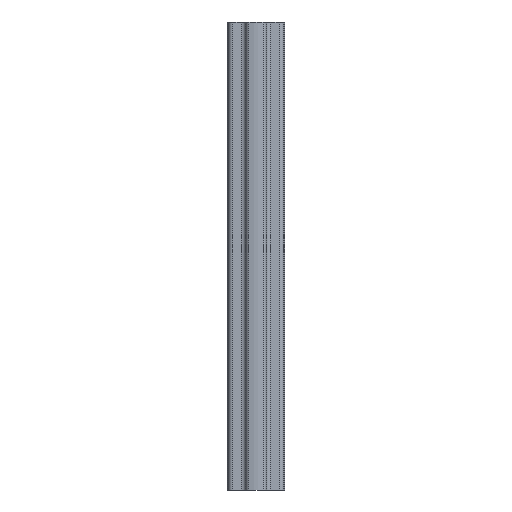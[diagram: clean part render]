
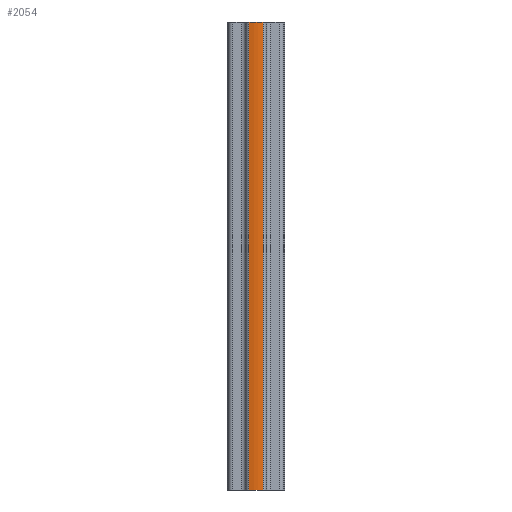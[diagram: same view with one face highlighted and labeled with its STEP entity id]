
A CAD part, front view. The second image highlights one B-rep face of the part: STEP entity #2054.
In plain terms, the highlighted cylindrical face has radius 3.65 mm (diameter 7.3 mm), a partial arc.
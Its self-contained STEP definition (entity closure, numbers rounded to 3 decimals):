
#45 = PLANE('',#46);
#46 = AXIS2_PLACEMENT_3D('',#47,#48,#49);
#47 = CARTESIAN_POINT('',(0.,10.845,0.));
#48 = DIRECTION('',(0.,0.,1.));
#49 = DIRECTION('',(1.,0.,0.));
#114 = PLANE('',#115);
#115 = AXIS2_PLACEMENT_3D('',#116,#117,#118);
#116 = CARTESIAN_POINT('',(0.,10.845,55.));
#117 = DIRECTION('',(0.,0.,1.));
#118 = DIRECTION('',(1.,0.,0.));
#480 = VERTEX_POINT('',#481);
#481 = CARTESIAN_POINT('',(-0.823,8.993,0.));
#500 = CYLINDRICAL_SURFACE('',#501,0.5);
#501 = AXIS2_PLACEMENT_3D('',#502,#503,#504);
#502 = CARTESIAN_POINT('',(-0.71,9.481,55.));
#503 = DIRECTION('',(-0.,-0.,-1.));
#504 = DIRECTION('',(-0.225,-0.974,0.));
#512 = EDGE_CURVE('',#480,#513,#515,.T.);
#513 = VERTEX_POINT('',#514);
#514 = CARTESIAN_POINT('',(0.823,8.993,0.));
#515 = SURFACE_CURVE('',#516,(#521,#528),.PCURVE_S1.);
#516 = CIRCLE('',#517,3.65);
#517 = AXIS2_PLACEMENT_3D('',#518,#519,#520);
#518 = CARTESIAN_POINT('',(0.,12.549,0.));
#519 = DIRECTION('',(0.,0.,1.));
#520 = DIRECTION('',(1.,0.,0.));
#521 = PCURVE('',#45,#522);
#522 = DEFINITIONAL_REPRESENTATION('',(#523),#527);
#523 = CIRCLE('',#524,3.65);
#524 = AXIS2_PLACEMENT_2D('',#525,#526);
#525 = CARTESIAN_POINT('',(0.,1.704));
#526 = DIRECTION('',(1.,0.));
#527 = ( GEOMETRIC_REPRESENTATION_CONTEXT(2) 
PARAMETRIC_REPRESENTATION_CONTEXT() REPRESENTATION_CONTEXT('2D SPACE',''
  ) );
#528 = PCURVE('',#529,#534);
#529 = CYLINDRICAL_SURFACE('',#530,3.65);
#530 = AXIS2_PLACEMENT_3D('',#531,#532,#533);
#531 = CARTESIAN_POINT('',(0.,12.549,0.));
#532 = DIRECTION('',(-0.,-0.,-1.));
#533 = DIRECTION('',(1.,0.,0.));
#534 = DEFINITIONAL_REPRESENTATION('',(#535),#539);
#535 = LINE('',#536,#537);
#536 = CARTESIAN_POINT('',(-0.,0.));
#537 = VECTOR('',#538,1.);
#538 = DIRECTION('',(-1.,0.));
#539 = ( GEOMETRIC_REPRESENTATION_CONTEXT(2) 
PARAMETRIC_REPRESENTATION_CONTEXT() REPRESENTATION_CONTEXT('2D SPACE',''
  ) );
#562 = CYLINDRICAL_SURFACE('',#563,0.5);
#563 = AXIS2_PLACEMENT_3D('',#564,#565,#566);
#564 = CARTESIAN_POINT('',(0.71,9.481,55.));
#565 = DIRECTION('',(-0.,-0.,-1.));
#566 = DIRECTION('',(1.,0.,-0.));
#1258 = VERTEX_POINT('',#1259);
#1259 = CARTESIAN_POINT('',(-0.823,8.993,55.));
#1285 = EDGE_CURVE('',#1258,#1286,#1288,.T.);
#1286 = VERTEX_POINT('',#1287);
#1287 = CARTESIAN_POINT('',(0.823,8.993,55.));
#1288 = SURFACE_CURVE('',#1289,(#1294,#1301),.PCURVE_S1.);
#1289 = CIRCLE('',#1290,3.65);
#1290 = AXIS2_PLACEMENT_3D('',#1291,#1292,#1293);
#1291 = CARTESIAN_POINT('',(0.,12.549,55.));
#1292 = DIRECTION('',(0.,0.,1.));
#1293 = DIRECTION('',(1.,0.,0.));
#1294 = PCURVE('',#114,#1295);
#1295 = DEFINITIONAL_REPRESENTATION('',(#1296),#1300);
#1296 = CIRCLE('',#1297,3.65);
#1297 = AXIS2_PLACEMENT_2D('',#1298,#1299);
#1298 = CARTESIAN_POINT('',(0.,1.704));
#1299 = DIRECTION('',(1.,0.));
#1300 = ( GEOMETRIC_REPRESENTATION_CONTEXT(2) 
PARAMETRIC_REPRESENTATION_CONTEXT() REPRESENTATION_CONTEXT('2D SPACE',''
  ) );
#1301 = PCURVE('',#529,#1302);
#1302 = DEFINITIONAL_REPRESENTATION('',(#1303),#1307);
#1303 = LINE('',#1304,#1305);
#1304 = CARTESIAN_POINT('',(-0.,-55.));
#1305 = VECTOR('',#1306,1.);
#1306 = DIRECTION('',(-1.,0.));
#1307 = ( GEOMETRIC_REPRESENTATION_CONTEXT(2) 
PARAMETRIC_REPRESENTATION_CONTEXT() REPRESENTATION_CONTEXT('2D SPACE',''
  ) );
#2007 = EDGE_CURVE('',#1258,#480,#2008,.T.);
#2008 = SURFACE_CURVE('',#2009,(#2013,#2020),.PCURVE_S1.);
#2009 = LINE('',#2010,#2011);
#2010 = CARTESIAN_POINT('',(-0.823,8.993,55.));
#2011 = VECTOR('',#2012,1.);
#2012 = DIRECTION('',(-0.,-0.,-1.));
#2013 = PCURVE('',#500,#2014);
#2014 = DEFINITIONAL_REPRESENTATION('',(#2015),#2019);
#2015 = LINE('',#2016,#2017);
#2016 = CARTESIAN_POINT('',(0.,0.));
#2017 = VECTOR('',#2018,1.);
#2018 = DIRECTION('',(0.,1.));
#2019 = ( GEOMETRIC_REPRESENTATION_CONTEXT(2) 
PARAMETRIC_REPRESENTATION_CONTEXT() REPRESENTATION_CONTEXT('2D SPACE',''
  ) );
#2020 = PCURVE('',#529,#2021);
#2021 = DEFINITIONAL_REPRESENTATION('',(#2022),#2026);
#2022 = LINE('',#2023,#2024);
#2023 = CARTESIAN_POINT('',(-4.485,-55.));
#2024 = VECTOR('',#2025,1.);
#2025 = DIRECTION('',(-0.,1.));
#2026 = ( GEOMETRIC_REPRESENTATION_CONTEXT(2) 
PARAMETRIC_REPRESENTATION_CONTEXT() REPRESENTATION_CONTEXT('2D SPACE',''
  ) );
#2032 = EDGE_CURVE('',#1286,#513,#2033,.T.);
#2033 = SURFACE_CURVE('',#2034,(#2038,#2045),.PCURVE_S1.);
#2034 = LINE('',#2035,#2036);
#2035 = CARTESIAN_POINT('',(0.823,8.993,55.));
#2036 = VECTOR('',#2037,1.);
#2037 = DIRECTION('',(-0.,-0.,-1.));
#2038 = PCURVE('',#562,#2039);
#2039 = DEFINITIONAL_REPRESENTATION('',(#2040),#2044);
#2040 = LINE('',#2041,#2042);
#2041 = CARTESIAN_POINT('',(1.343,0.));
#2042 = VECTOR('',#2043,1.);
#2043 = DIRECTION('',(0.,1.));
#2044 = ( GEOMETRIC_REPRESENTATION_CONTEXT(2) 
PARAMETRIC_REPRESENTATION_CONTEXT() REPRESENTATION_CONTEXT('2D SPACE',''
  ) );
#2045 = PCURVE('',#529,#2046);
#2046 = DEFINITIONAL_REPRESENTATION('',(#2047),#2051);
#2047 = LINE('',#2048,#2049);
#2048 = CARTESIAN_POINT('',(-4.94,-55.));
#2049 = VECTOR('',#2050,1.);
#2050 = DIRECTION('',(-0.,1.));
#2051 = ( GEOMETRIC_REPRESENTATION_CONTEXT(2) 
PARAMETRIC_REPRESENTATION_CONTEXT() REPRESENTATION_CONTEXT('2D SPACE',''
  ) );
#2054 = ADVANCED_FACE('',(#2055),#529,.T.);
#2055 = FACE_BOUND('',#2056,.F.);
#2056 = EDGE_LOOP('',(#2057,#2058,#2059,#2060));
#2057 = ORIENTED_EDGE('',*,*,#512,.F.);
#2058 = ORIENTED_EDGE('',*,*,#2007,.F.);
#2059 = ORIENTED_EDGE('',*,*,#1285,.T.);
#2060 = ORIENTED_EDGE('',*,*,#2032,.T.);
